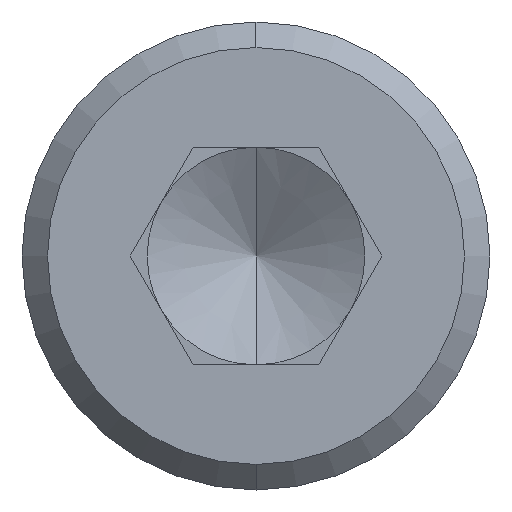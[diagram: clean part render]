
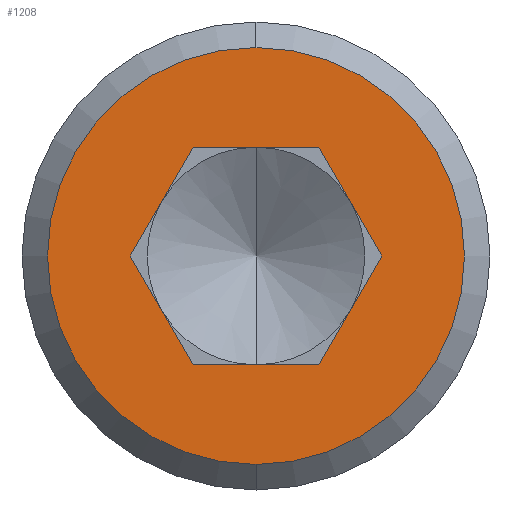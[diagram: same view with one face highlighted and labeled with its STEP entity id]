
A CAD part, left-side view. The second image highlights one B-rep face of the part: STEP entity #1208.
In plain terms, the highlighted planar face has unit normal (-1, 0, 0).
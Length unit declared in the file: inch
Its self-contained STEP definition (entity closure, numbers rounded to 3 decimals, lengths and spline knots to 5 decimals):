
#8 = VECTOR ( 'NONE', #893, 39.37008 ) ;
#57 = CARTESIAN_POINT ( 'NONE',  ( 0., 0., 0. ) ) ;
#58 = CARTESIAN_POINT ( 'NONE',  ( 0., 0.02909, 0.05039 ) ) ;
#84 = VERTEX_POINT ( 'NONE', #451 ) ;
#89 = DIRECTION ( 'NONE',  ( 0., 0., 1. ) ) ;
#91 = EDGE_LOOP ( 'NONE', ( #1201, #237, #1270, #1166, #819, #486 ) ) ;
#94 = AXIS2_PLACEMENT_3D ( 'NONE', #899, #1011, #89 ) ;
#151 = CARTESIAN_POINT ( 'NONE',  ( 0., 0.05819, 0. ) ) ;
#160 = CARTESIAN_POINT ( 'NONE',  ( 0., -0.02909, 0.05039 ) ) ;
#162 = VERTEX_POINT ( 'NONE', #1164 ) ;
#164 = DIRECTION ( 'NONE',  ( 0., 0.5, -0.866 ) ) ;
#189 = CARTESIAN_POINT ( 'NONE',  ( 0., 0.05819, 0. ) ) ;
#224 = VERTEX_POINT ( 'NONE', #151 ) ;
#229 = VERTEX_POINT ( 'NONE', #160 ) ;
#234 = VECTOR ( 'NONE', #405, 39.37008 ) ;
#237 = ORIENTED_EDGE ( 'NONE', *, *, #1197, .T. ) ;
#286 = CARTESIAN_POINT ( 'NONE',  ( 0., 0., 0.09646 ) ) ;
#336 = EDGE_LOOP ( 'NONE', ( #766, #1310 ) ) ;
#364 = DIRECTION ( 'NONE',  ( 0., 0., -1. ) ) ;
#372 = CARTESIAN_POINT ( 'NONE',  ( 0., 0., 0.05039 ) ) ;
#405 = DIRECTION ( 'NONE',  ( 0., 0.5, 0.866 ) ) ;
#424 = FACE_BOUND ( 'NONE', #91, .T. ) ;
#427 = VECTOR ( 'NONE', #164, 39.37008 ) ;
#435 = VERTEX_POINT ( 'NONE', #827 ) ;
#451 = CARTESIAN_POINT ( 'NONE',  ( 0., -0.02909, -0.05039 ) ) ;
#466 = VECTOR ( 'NONE', #632, 39.37008 ) ;
#482 = LINE ( 'NONE', #1033, #234 ) ;
#486 = ORIENTED_EDGE ( 'NONE', *, *, #1027, .T. ) ;
#487 = DIRECTION ( 'NONE',  ( 0., 0., -1. ) ) ;
#503 = DIRECTION ( 'NONE',  ( 0., 1., 0. ) ) ;
#520 = EDGE_CURVE ( 'NONE', #229, #1329, #1284, .T. ) ;
#528 = CIRCLE ( 'NONE', #1274, 0.09646 ) ;
#535 = EDGE_CURVE ( 'NONE', #553, #435, #741, .T. ) ;
#553 = VERTEX_POINT ( 'NONE', #286 ) ;
#617 = LINE ( 'NONE', #1020, #639 ) ;
#632 = DIRECTION ( 'NONE',  ( 0., -1., 0. ) ) ;
#639 = VECTOR ( 'NONE', #503, 39.37008 ) ;
#643 = EDGE_CURVE ( 'NONE', #84, #162, #617, .T. ) ;
#695 = EDGE_CURVE ( 'NONE', #1066, #229, #1296, .T. ) ;
#707 = CARTESIAN_POINT ( 'NONE',  ( 0., -0.02909, 0.05039 ) ) ;
#717 = CARTESIAN_POINT ( 'NONE',  ( 0., -0.05819, 0. ) ) ;
#741 = CIRCLE ( 'NONE', #1317, 0.09646 ) ;
#766 = ORIENTED_EDGE ( 'NONE', *, *, #902, .F. ) ;
#819 = ORIENTED_EDGE ( 'NONE', *, *, #520, .T. ) ;
#827 = CARTESIAN_POINT ( 'NONE',  ( 0., 0., -0.09646 ) ) ;
#864 = CARTESIAN_POINT ( 'NONE',  ( 0., -0.05819, 0. ) ) ;
#893 = DIRECTION ( 'NONE',  ( 0., -0.5, -0.866 ) ) ;
#899 = CARTESIAN_POINT ( 'NONE',  ( 0., 0., 0. ) ) ;
#902 = EDGE_CURVE ( 'NONE', #435, #553, #528, .T. ) ;
#976 = FACE_OUTER_BOUND ( 'NONE', #336, .T. ) ;
#1011 = DIRECTION ( 'NONE',  ( -1., 0., 0. ) ) ;
#1020 = CARTESIAN_POINT ( 'NONE',  ( 0., 0., -0.05039 ) ) ;
#1027 = EDGE_CURVE ( 'NONE', #1329, #84, #1212, .T. ) ;
#1031 = PLANE ( 'NONE',  #94 ) ;
#1033 = CARTESIAN_POINT ( 'NONE',  ( 0., 0.02909, -0.05039 ) ) ;
#1066 = VERTEX_POINT ( 'NONE', #58 ) ;
#1074 = LINE ( 'NONE', #189, #1323 ) ;
#1132 = EDGE_CURVE ( 'NONE', #224, #1066, #1074, .T. ) ;
#1164 = CARTESIAN_POINT ( 'NONE',  ( 0., 0.02909, -0.05039 ) ) ;
#1166 = ORIENTED_EDGE ( 'NONE', *, *, #695, .T. ) ;
#1189 = DIRECTION ( 'NONE',  ( 1., 0., 0. ) ) ;
#1197 = EDGE_CURVE ( 'NONE', #162, #224, #482, .T. ) ;
#1201 = ORIENTED_EDGE ( 'NONE', *, *, #643, .T. ) ;
#1208 = ADVANCED_FACE ( 'NONE', ( #976, #424 ), #1031, .T. ) ;
#1212 = LINE ( 'NONE', #864, #427 ) ;
#1235 = DIRECTION ( 'NONE',  ( 0., -0.5, 0.866 ) ) ;
#1270 = ORIENTED_EDGE ( 'NONE', *, *, #1132, .T. ) ;
#1274 = AXIS2_PLACEMENT_3D ( 'NONE', #57, #1189, #364 ) ;
#1284 = LINE ( 'NONE', #707, #8 ) ;
#1296 = LINE ( 'NONE', #372, #466 ) ;
#1310 = ORIENTED_EDGE ( 'NONE', *, *, #535, .F. ) ;
#1313 = CARTESIAN_POINT ( 'NONE',  ( 0., 0., 0. ) ) ;
#1317 = AXIS2_PLACEMENT_3D ( 'NONE', #1313, #1330, #487 ) ;
#1323 = VECTOR ( 'NONE', #1235, 39.37008 ) ;
#1329 = VERTEX_POINT ( 'NONE', #717 ) ;
#1330 = DIRECTION ( 'NONE',  ( 1., 0., 0. ) ) ;
